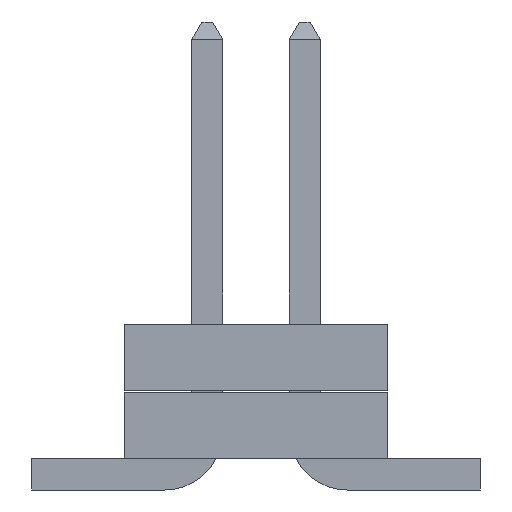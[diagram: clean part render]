
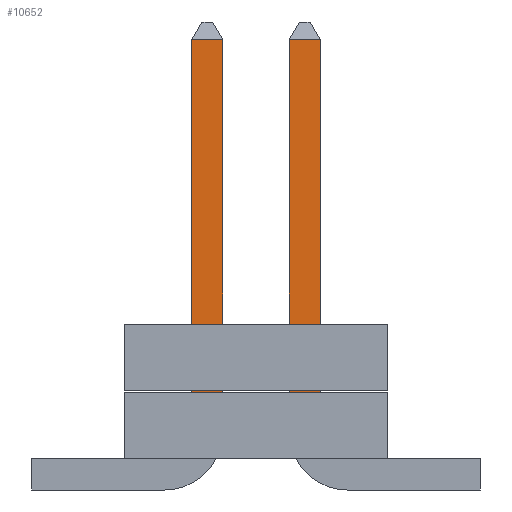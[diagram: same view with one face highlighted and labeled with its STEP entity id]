
A CAD part, left-side view. The second image highlights one B-rep face of the part: STEP entity #10652.
In plain terms, the highlighted planar face has unit normal (-1, 0, 0).
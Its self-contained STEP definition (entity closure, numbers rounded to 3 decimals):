
#221 = VERTEX_POINT('',#222);
#222 = CARTESIAN_POINT('',(-21.793,5.461,0.838));
#1583 = VERTEX_POINT('',#1584);
#1584 = CARTESIAN_POINT('',(-21.793,5.461,-0.838));
#3995 = VERTEX_POINT('',#3996);
#3996 = CARTESIAN_POINT('',(-21.793,5.461,-0.432));
#5051 = VERTEX_POINT('',#5052);
#5052 = CARTESIAN_POINT('',(-21.793,5.461,0.432));
#7205 = EDGE_CURVE('',#221,#7206,#7208,.T.);
#7206 = VERTEX_POINT('',#7207);
#7207 = CARTESIAN_POINT('',(-21.793,0.301,0.838));
#7208 = LINE('',#7209,#7210);
#7209 = CARTESIAN_POINT('',(-21.793,5.461,0.838));
#7210 = VECTOR('',#7211,1.);
#7211 = DIRECTION('',(0.,-1.,0.));
#8018 = EDGE_CURVE('',#7206,#8019,#8021,.T.);
#8019 = VERTEX_POINT('',#8020);
#8020 = CARTESIAN_POINT('',(-21.793,0.301,-0.838));
#8021 = LINE('',#8022,#8023);
#8022 = CARTESIAN_POINT('',(-21.793,0.301,0.838));
#8023 = VECTOR('',#8024,1.);
#8024 = DIRECTION('',(0.,0.,-1.));
#8838 = EDGE_CURVE('',#8019,#1583,#8839,.T.);
#8839 = LINE('',#8840,#8841);
#8840 = CARTESIAN_POINT('',(-21.793,0.301,-0.838));
#8841 = VECTOR('',#8842,1.);
#8842 = DIRECTION('',(0.,1.,0.));
#8955 = EDGE_CURVE('',#3995,#8956,#8958,.T.);
#8956 = VERTEX_POINT('',#8957);
#8957 = CARTESIAN_POINT('',(-21.793,0.555,-0.432));
#8958 = LINE('',#8959,#8960);
#8959 = CARTESIAN_POINT('',(-21.793,5.461,-0.432));
#8960 = VECTOR('',#8961,1.);
#8961 = DIRECTION('',(0.,-1.,0.));
#9768 = EDGE_CURVE('',#8956,#9769,#9771,.T.);
#9769 = VERTEX_POINT('',#9770);
#9770 = CARTESIAN_POINT('',(-21.793,0.555,0.432));
#9771 = LINE('',#9772,#9773);
#9772 = CARTESIAN_POINT('',(-21.793,0.555,-0.432));
#9773 = VECTOR('',#9774,1.);
#9774 = DIRECTION('',(0.,0.,1.));
#10588 = EDGE_CURVE('',#9769,#5051,#10589,.T.);
#10589 = LINE('',#10590,#10591);
#10590 = CARTESIAN_POINT('',(-21.793,0.555,0.432));
#10591 = VECTOR('',#10592,1.);
#10592 = DIRECTION('',(0.,1.,0.));
#10652 = ADVANCED_FACE('',(#10653),#10673,.F.);
#10653 = FACE_BOUND('',#10654,.T.);
#10654 = EDGE_LOOP('',(#10655,#10656,#10657,#10663,#10664,#10665,#10666,
    #10672));
#10655 = ORIENTED_EDGE('',*,*,#8018,.F.);
#10656 = ORIENTED_EDGE('',*,*,#7205,.F.);
#10657 = ORIENTED_EDGE('',*,*,#10658,.T.);
#10658 = EDGE_CURVE('',#221,#5051,#10659,.T.);
#10659 = LINE('',#10660,#10661);
#10660 = CARTESIAN_POINT('',(-21.793,5.461,0.));
#10661 = VECTOR('',#10662,1.);
#10662 = DIRECTION('',(0.,0.,-1.));
#10663 = ORIENTED_EDGE('',*,*,#10588,.F.);
#10664 = ORIENTED_EDGE('',*,*,#9768,.F.);
#10665 = ORIENTED_EDGE('',*,*,#8955,.F.);
#10666 = ORIENTED_EDGE('',*,*,#10667,.T.);
#10667 = EDGE_CURVE('',#3995,#1583,#10668,.T.);
#10668 = LINE('',#10669,#10670);
#10669 = CARTESIAN_POINT('',(-21.793,5.461,0.));
#10670 = VECTOR('',#10671,1.);
#10671 = DIRECTION('',(0.,0.,-1.));
#10672 = ORIENTED_EDGE('',*,*,#8838,.F.);
#10673 = PLANE('',#10674);
#10674 = AXIS2_PLACEMENT_3D('',#10675,#10676,#10677);
#10675 = CARTESIAN_POINT('',(-21.793,0.,0.));
#10676 = DIRECTION('',(1.,0.,0.));
#10677 = DIRECTION('',(0.,0.,-1.));
